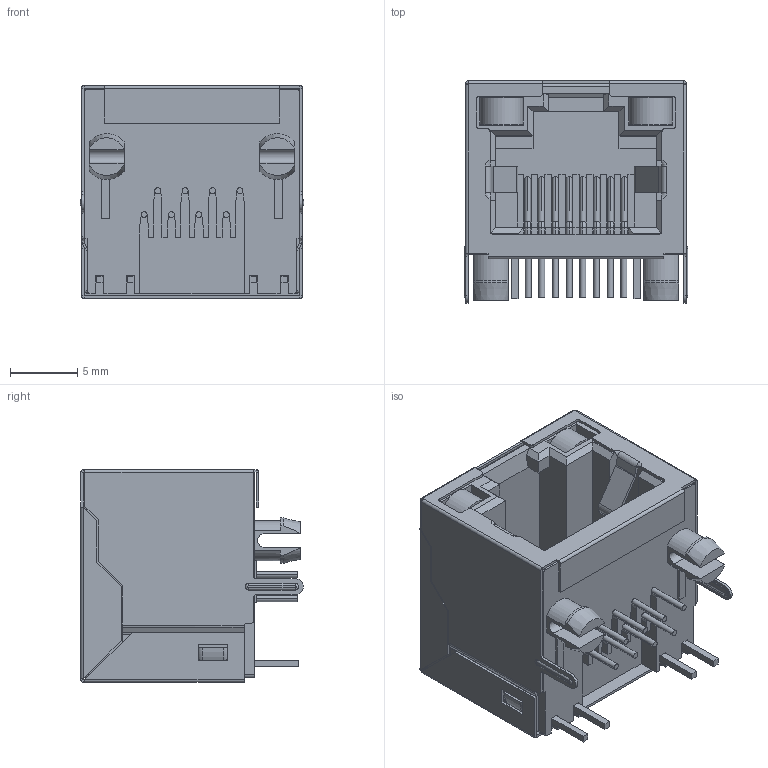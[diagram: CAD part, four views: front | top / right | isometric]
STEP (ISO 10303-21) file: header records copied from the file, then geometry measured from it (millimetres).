
FILE_DESCRIPTION((''),'2;1');
FILE_NAME('DGKYD561188AB1A3DY1027_ASM','2023-12-06T11:56:01',('Administrator'),(''),'CREO PARAMETRIC BY PTC INC, 2019010','CREO PARAMETRIC BY PTC INC, 2019010','');
FILE_SCHEMA(('CONFIG_CONTROL_DESIGN'));
Length unit declared in the file: millimetre
Products named in the file (5): MSBR-4; MSBR-3; MSBR-2; MSBR-1; DGKYD561188AB1A3DY1027_ASM
Assembly tree (4 placements, depth 2):
  DGKYD561188AB1A3DY1027_ASM
    MSBR-4
    MSBR-3
    MSBR-2
    MSBR-1
Bounding box: 16.65 x 16.55 x 15.85 mm (x, y, z)
Volume: 1704.2 mm3; surface area: 5182.6 mm2
Topology: 4 solids, 4 shells, 735 faces, 1871 edges, 1158 vertices
Faces by surface type: plane 492, cylinder 165, torus 44, bspline 28, cone 4, sphere 2
Entity records: 22725 total; most frequent: CARTESIAN_POINT 4758, ORIENTED_EDGE 3738, DIRECTION 3681, EDGE_CURVE 1869, VECTOR 1405, LINE 1405, VERTEX_POINT 1158, AXIS2_PLACEMENT_3D 1138
